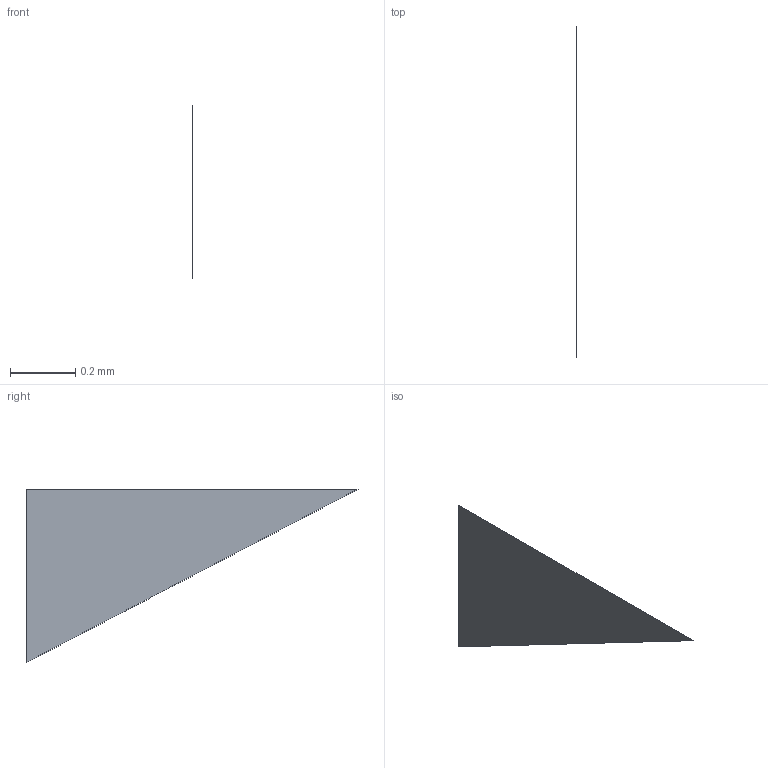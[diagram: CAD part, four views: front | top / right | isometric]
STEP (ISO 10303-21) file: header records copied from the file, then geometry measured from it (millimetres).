
Length unit declared in the file: millimetre
Bounding box: 0 x 1.02 x 0.53 mm (x, y, z)
Surface area: 0.8 mm2 (no closed solid volume)
Topology: 0 solids, 1 shells, 1 faces, 2 edges, 2 vertices
Faces by surface type: plane 1
Entity records: 758 total; most frequent: CARTESIAN_POINT 120, DIRECTION 97, ORIENTED_EDGE 89, LINE 53, VECTOR 53, EDGE_CURVE 50, VERTEX_POINT 45, AXIS2_PLACEMENT_3D 22
